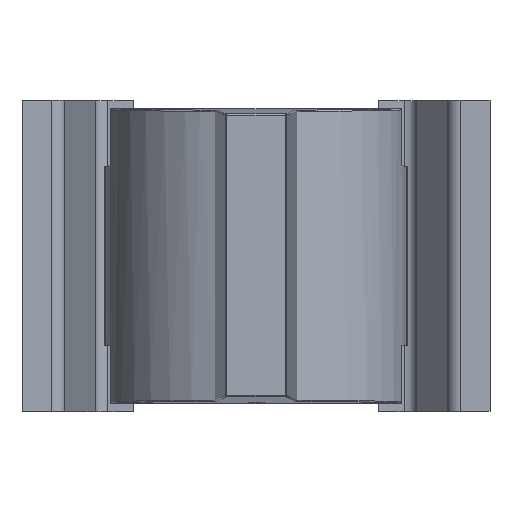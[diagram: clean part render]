
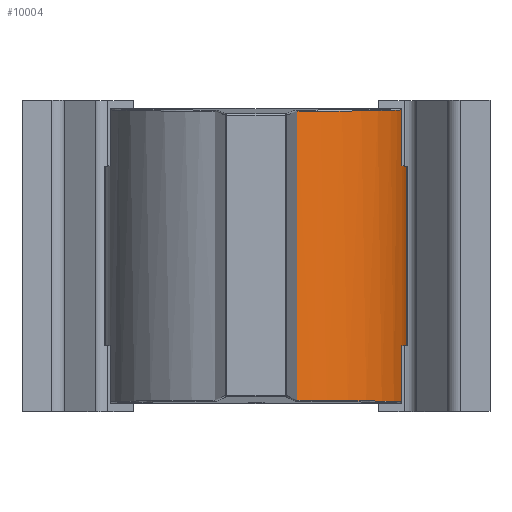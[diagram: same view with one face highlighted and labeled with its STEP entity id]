
A CAD part, top view. The second image highlights one B-rep face of the part: STEP entity #10004.
In plain terms, the highlighted cylindrical face has radius 5.84 mm (diameter 11.68 mm), a partial arc.
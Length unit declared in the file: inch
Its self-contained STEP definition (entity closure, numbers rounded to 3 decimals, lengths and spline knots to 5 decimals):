
#196=CYLINDRICAL_SURFACE('',#10854,0.22992);
#279=ELLIPSE('',#10840,0.22995,0.22992);
#280=ELLIPSE('',#10848,0.22995,0.22992);
#730=FACE_OUTER_BOUND('',#1317,.T.);
#1317=EDGE_LOOP('',(#8548,#8549,#8550,#8551,#8552,#8553,#8554,#8555,#8556,
#8557));
#1649=CIRCLE('',#10855,0.22992);
#1650=CIRCLE('',#10856,0.22992);
#2517=LINE('',#16221,#3648);
#2531=LINE('',#16322,#3662);
#2537=LINE('',#16378,#3668);
#2540=LINE('',#16383,#3671);
#2541=LINE('',#16386,#3672);
#2542=LINE('',#16390,#3673);
#3648=VECTOR('',#13235,0.3937);
#3662=VECTOR('',#13265,0.3937);
#3668=VECTOR('',#13283,0.3937);
#3671=VECTOR('',#13288,0.3937);
#3672=VECTOR('',#13291,0.3937);
#3673=VECTOR('',#13294,0.3937);
#4638=VERTEX_POINT('',#16218);
#4639=VERTEX_POINT('',#16220);
#4640=VERTEX_POINT('',#16263);
#4643=VERTEX_POINT('',#16301);
#4645=VERTEX_POINT('',#16305);
#4648=VERTEX_POINT('',#16354);
#4651=VERTEX_POINT('',#16377);
#4653=VERTEX_POINT('',#16385);
#4654=VERTEX_POINT('',#16387);
#4655=VERTEX_POINT('',#16389);
#5958=EDGE_CURVE('',#4638,#4639,#2517,.T.);
#5962=EDGE_CURVE('',#4639,#4640,#279,.T.);
#5977=EDGE_CURVE('',#4645,#4643,#2531,.T.);
#5982=EDGE_CURVE('',#4648,#4645,#280,.T.);
#5987=EDGE_CURVE('',#4651,#4640,#2537,.T.);
#5990=EDGE_CURVE('',#4643,#4638,#2540,.T.);
#5991=EDGE_CURVE('',#4648,#4653,#2541,.T.);
#5992=EDGE_CURVE('',#4653,#4654,#1649,.T.);
#5993=EDGE_CURVE('',#4654,#4655,#2542,.T.);
#5994=EDGE_CURVE('',#4655,#4651,#1650,.T.);
#8548=ORIENTED_EDGE('',*,*,#5962,.F.);
#8549=ORIENTED_EDGE('',*,*,#5958,.F.);
#8550=ORIENTED_EDGE('',*,*,#5990,.F.);
#8551=ORIENTED_EDGE('',*,*,#5977,.F.);
#8552=ORIENTED_EDGE('',*,*,#5982,.F.);
#8553=ORIENTED_EDGE('',*,*,#5991,.T.);
#8554=ORIENTED_EDGE('',*,*,#5992,.T.);
#8555=ORIENTED_EDGE('',*,*,#5993,.T.);
#8556=ORIENTED_EDGE('',*,*,#5994,.T.);
#8557=ORIENTED_EDGE('',*,*,#5987,.T.);
#10004=ADVANCED_FACE('',(#730),#196,.T.);
#10840=AXIS2_PLACEMENT_3D('',#16282,#13238,#13239);
#10848=AXIS2_PLACEMENT_3D('',#16368,#13271,#13272);
#10854=AXIS2_PLACEMENT_3D('',#16384,#13289,#13290);
#10855=AXIS2_PLACEMENT_3D('',#16388,#13292,#13293);
#10856=AXIS2_PLACEMENT_3D('',#16391,#13295,#13296);
#13235=DIRECTION('',(0.,1.,0.));
#13238=DIRECTION('center_axis',(0.,1.,
0.015));
#13239=DIRECTION('ref_axis',(0.,-0.015,
1.));
#13265=DIRECTION('',(0.,1.,0.));
#13271=DIRECTION('center_axis',(0.,-1.,
0.015));
#13272=DIRECTION('ref_axis',(0.,0.015,1.));
#13283=DIRECTION('',(0.,1.,0.));
#13288=DIRECTION('',(0.,1.,0.));
#13289=DIRECTION('center_axis',(0.,1.,0.));
#13290=DIRECTION('ref_axis',(0.272,0.,0.962));
#13291=DIRECTION('',(0.,1.,0.));
#13292=DIRECTION('center_axis',(0.,1.,0.));
#13293=DIRECTION('ref_axis',(0.272,0.,0.962));
#13294=DIRECTION('',(0.,1.,0.));
#13295=DIRECTION('center_axis',(0.,-1.,0.));
#13296=DIRECTION('ref_axis',(0.272,0.,0.962));
#16218=CARTESIAN_POINT('',(0.0626,0.22048,0.76454));
#16220=CARTESIAN_POINT('',(0.0626,0.2205,0.76454));
#16221=CARTESIAN_POINT('',(0.0626,-0.225,0.76454));
#16263=CARTESIAN_POINT('',(0.22282,0.22304,0.6));
#16282=CARTESIAN_POINT('Origin',(0.,0.22391,
0.54331));
#16301=CARTESIAN_POINT('',(0.0626,-0.22048,0.76454));
#16305=CARTESIAN_POINT('',(0.0626,-0.2205,0.76454));
#16322=CARTESIAN_POINT('',(0.0626,-0.225,0.76454));
#16354=CARTESIAN_POINT('',(0.22282,-0.22304,0.6));
#16368=CARTESIAN_POINT('Origin',(0.,-0.22391,
0.54331));
#16377=CARTESIAN_POINT('',(0.22282,0.1374,0.6));
#16378=CARTESIAN_POINT('',(0.22282,-0.225,0.6));
#16383=CARTESIAN_POINT('',(0.0626,-0.225,0.76454));
#16384=CARTESIAN_POINT('Origin',(0.,-0.225,0.54331));
#16385=CARTESIAN_POINT('',(0.22282,-0.1374,0.6));
#16386=CARTESIAN_POINT('',(0.22282,-0.225,0.6));
#16387=CARTESIAN_POINT('',(0.22983,-0.1374,0.54987));
#16388=CARTESIAN_POINT('Origin',(0.,-0.1374,
0.54331));
#16389=CARTESIAN_POINT('',(0.22983,0.1374,0.54987));
#16390=CARTESIAN_POINT('',(0.22983,-0.225,0.54987));
#16391=CARTESIAN_POINT('Origin',(0.,0.1374,
0.54331));
